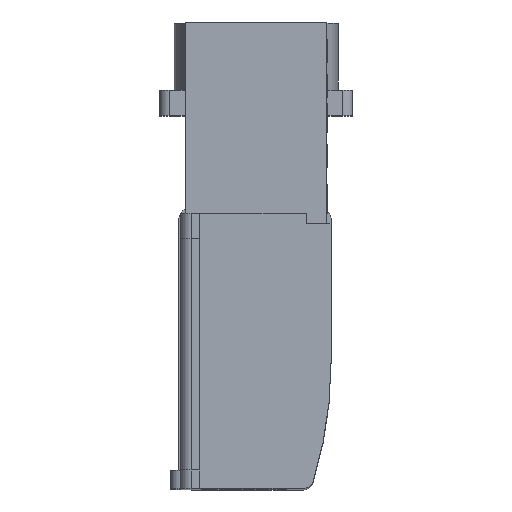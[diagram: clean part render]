
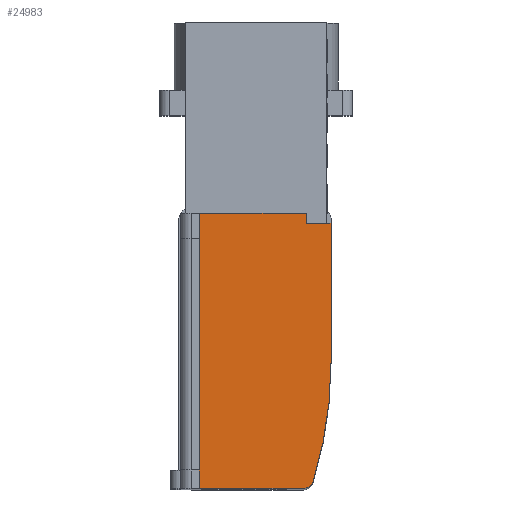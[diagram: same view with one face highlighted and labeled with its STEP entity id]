
A CAD part, top view. The second image highlights one B-rep face of the part: STEP entity #24983.
In plain terms, the highlighted planar face has unit normal (0, 0, 1).
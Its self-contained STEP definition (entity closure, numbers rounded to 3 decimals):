
#127 = CARTESIAN_POINT ( 'NONE',  ( -4.9, -7.5, 42.5 ) ) ;
#468 = CARTESIAN_POINT ( 'NONE',  ( -4.9, -8.5, 42.5 ) ) ;
#1797 = DIRECTION ( 'NONE',  ( -1., 0., 0. ) ) ;
#2055 = CARTESIAN_POINT ( 'NONE',  ( 5.5, -6., 42.5 ) ) ;
#2624 = PLANE ( 'NONE',  #45302 ) ;
#3211 = CARTESIAN_POINT ( 'NONE',  ( 32., 6., 42.5 ) ) ;
#3319 = LINE ( 'NONE', #12518, #13676 ) ;
#3378 = EDGE_CURVE ( 'NONE', #44652, #43009, #14622, .T. ) ;
#4007 = DIRECTION ( 'NONE',  ( 1., 0., 0. ) ) ;
#4348 = ORIENTED_EDGE ( 'NONE', *, *, #54476, .T. ) ;
#5420 = LINE ( 'NONE', #41488, #39243 ) ;
#5990 = DIRECTION ( 'NONE',  ( 0., 1., 0. ) ) ;
#6183 = AXIS2_PLACEMENT_3D ( 'NONE', #34772, #38559, #43739 ) ;
#7186 = VERTEX_POINT ( 'NONE', #19758 ) ;
#7452 = DIRECTION ( 'NONE',  ( 0., 1., 0. ) ) ;
#7957 = CARTESIAN_POINT ( 'NONE',  ( 5.5, 18.3, 42.5 ) ) ;
#8235 = CARTESIAN_POINT ( 'NONE',  ( -7.3, -7.5, 42.5 ) ) ;
#9120 = VERTEX_POINT ( 'NONE', #127 ) ;
#9613 = EDGE_CURVE ( 'NONE', #7186, #27227, #13436, .T. ) ;
#9962 = ORIENTED_EDGE ( 'NONE', *, *, #9613, .T. ) ;
#10118 = EDGE_CURVE ( 'NONE', #45642, #7186, #41337, .T. ) ;
#10180 = EDGE_LOOP ( 'NONE', ( #46386, #9962, #52211, #46921, #50863, #47799, #17711, #4348, #19780, #35097 ) ) ;
#11499 = LINE ( 'NONE', #56013, #25055 ) ;
#12518 = CARTESIAN_POINT ( 'NONE',  ( -7.3, 6., 42.5 ) ) ;
#13326 = VERTEX_POINT ( 'NONE', #468 ) ;
#13436 = CIRCLE ( 'NONE', #44805, 1. ) ;
#13676 = VECTOR ( 'NONE', #33619, 1000. ) ;
#14232 = DIRECTION ( 'NONE',  ( 0., -1., 0. ) ) ;
#14622 = LINE ( 'NONE', #48711, #56418 ) ;
#17157 = LINE ( 'NONE', #8235, #39973 ) ;
#17711 = ORIENTED_EDGE ( 'NONE', *, *, #48480, .T. ) ;
#19522 = VERTEX_POINT ( 'NONE', #56239 ) ;
#19758 = CARTESIAN_POINT ( 'NONE',  ( -4.595, 18.3, 42.5 ) ) ;
#19780 = ORIENTED_EDGE ( 'NONE', *, *, #3378, .T. ) ;
#19913 = CARTESIAN_POINT ( 'NONE',  ( -4.595, 17.3, 42.5 ) ) ;
#20117 = CARTESIAN_POINT ( 'NONE',  ( -7.3, 6., 42.5 ) ) ;
#21956 = EDGE_CURVE ( 'NONE', #9120, #13326, #41070, .T. ) ;
#23745 = CARTESIAN_POINT ( 'NONE',  ( -4.9, -7.5, 42.5 ) ) ;
#24301 = EDGE_CURVE ( 'NONE', #9120, #41886, #17157, .T. ) ;
#24983 = ADVANCED_FACE ( 'NONE', ( #51997 ), #2624, .T. ) ;
#25038 = CARTESIAN_POINT ( 'NONE',  ( -7.3, -7.5, 42.5 ) ) ;
#25055 = VECTOR ( 'NONE', #7452, 1000. ) ;
#25252 = VERTEX_POINT ( 'NONE', #20117 ) ;
#25419 = DIRECTION ( 'NONE',  ( 0., 0., 1. ) ) ;
#25534 = CARTESIAN_POINT ( 'NONE',  ( 5.5, 16.5, 42.5 ) ) ;
#26926 = VECTOR ( 'NONE', #14232, 1000. ) ;
#27073 = DIRECTION ( 'NONE',  ( 0., 1., 0. ) ) ;
#27227 = VERTEX_POINT ( 'NONE', #49579 ) ;
#28890 = EDGE_CURVE ( 'NONE', #27227, #25252, #41200, .T. ) ;
#30308 = DIRECTION ( 'NONE',  ( 1., 0., 0. ) ) ;
#30697 = EDGE_CURVE ( 'NONE', #43009, #45642, #5420, .T. ) ;
#33619 = DIRECTION ( 'NONE',  ( 0., -1., 0. ) ) ;
#34208 = DIRECTION ( 'NONE',  ( -1., 0., 0. ) ) ;
#34772 = CARTESIAN_POINT ( 'NONE',  ( 32., 6., 42.5 ) ) ;
#35097 = ORIENTED_EDGE ( 'NONE', *, *, #30697, .T. ) ;
#37536 = DIRECTION ( 'NONE',  ( 0., 0., 1. ) ) ;
#38559 = DIRECTION ( 'NONE',  ( 0., 0., 1. ) ) ;
#39243 = VECTOR ( 'NONE', #5990, 1000. ) ;
#39489 = LINE ( 'NONE', #57159, #48552 ) ;
#39973 = VECTOR ( 'NONE', #34208, 1000. ) ;
#40774 = CARTESIAN_POINT ( 'NONE',  ( 7.3, 18.3, 42.5 ) ) ;
#41070 = LINE ( 'NONE', #23745, #26926 ) ;
#41200 = CIRCLE ( 'NONE', #6183, 39.3 ) ;
#41337 = LINE ( 'NONE', #40774, #44715 ) ;
#41419 = EDGE_CURVE ( 'NONE', #25252, #41886, #3319, .T. ) ;
#41488 = CARTESIAN_POINT ( 'NONE',  ( 5.5, 6., 42.5 ) ) ;
#41886 = VERTEX_POINT ( 'NONE', #25038 ) ;
#43009 = VERTEX_POINT ( 'NONE', #25534 ) ;
#43739 = DIRECTION ( 'NONE',  ( 1., 0., 0. ) ) ;
#44652 = VERTEX_POINT ( 'NONE', #2055 ) ;
#44715 = VECTOR ( 'NONE', #1797, 1000. ) ;
#44805 = AXIS2_PLACEMENT_3D ( 'NONE', #19913, #37536, #55196 ) ;
#45302 = AXIS2_PLACEMENT_3D ( 'NONE', #3211, #25419, #30308 ) ;
#45642 = VERTEX_POINT ( 'NONE', #7957 ) ;
#46386 = ORIENTED_EDGE ( 'NONE', *, *, #10118, .T. ) ;
#46921 = ORIENTED_EDGE ( 'NONE', *, *, #41419, .T. ) ;
#47799 = ORIENTED_EDGE ( 'NONE', *, *, #21956, .T. ) ;
#48480 = EDGE_CURVE ( 'NONE', #13326, #19522, #39489, .T. ) ;
#48552 = VECTOR ( 'NONE', #4007, 1000. ) ;
#48711 = CARTESIAN_POINT ( 'NONE',  ( 5.5, -8.5, 42.5 ) ) ;
#49579 = CARTESIAN_POINT ( 'NONE',  ( -5.551, 17.595, 42.5 ) ) ;
#50863 = ORIENTED_EDGE ( 'NONE', *, *, #24301, .F. ) ;
#51997 = FACE_OUTER_BOUND ( 'NONE', #10180, .T. ) ;
#52211 = ORIENTED_EDGE ( 'NONE', *, *, #28890, .T. ) ;
#54476 = EDGE_CURVE ( 'NONE', #19522, #44652, #11499, .T. ) ;
#55196 = DIRECTION ( 'NONE',  ( 1., 0., 0. ) ) ;
#56013 = CARTESIAN_POINT ( 'NONE',  ( 5.5, 6., 42.5 ) ) ;
#56239 = CARTESIAN_POINT ( 'NONE',  ( 5.5, -8.5, 42.5 ) ) ;
#56418 = VECTOR ( 'NONE', #27073, 1000. ) ;
#57159 = CARTESIAN_POINT ( 'NONE',  ( -7.3, -8.5, 42.5 ) ) ;
